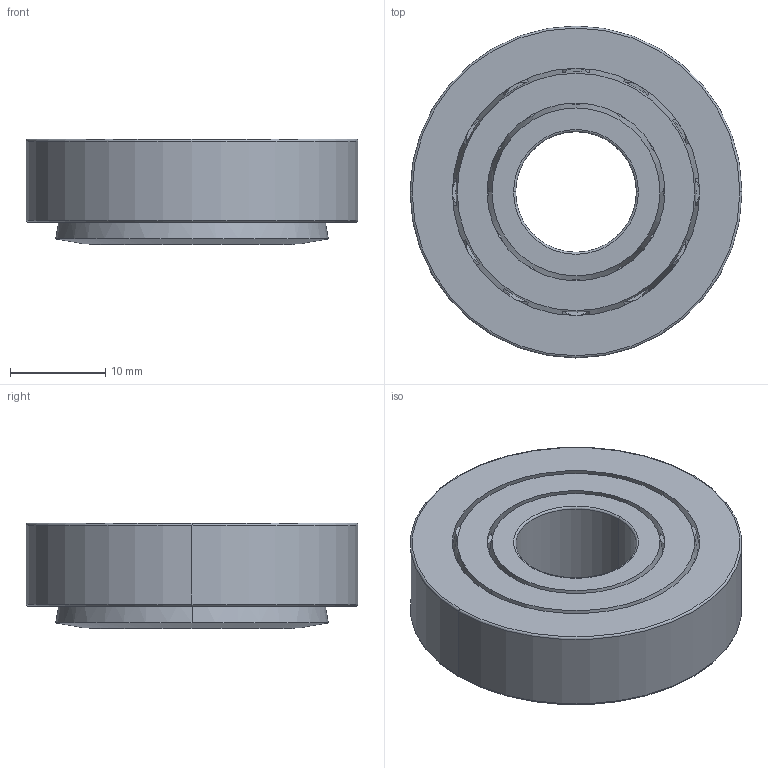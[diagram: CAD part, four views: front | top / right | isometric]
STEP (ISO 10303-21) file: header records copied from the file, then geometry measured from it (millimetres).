
FILE_DESCRIPTION (( 'STEP AP203' ), '1' );
FILE_NAME ('23915T84.step', '2017-06-13T20:27:50', ( '' ), ( '' ), 'SwSTEP 2.0', 'SolidWorks 2014', '' );
FILE_SCHEMA (( 'CONFIG_CONTROL_DESIGN' ));
Length unit declared in the file: inch
Products named in the file (1): 23915T84
Bounding box: 34.92 x 34.92 x 11.11 mm (x, y, z)
Volume: 7653.1 mm3; surface area: 7835.5 mm2
Topology: 15 solids, 15 shells, 123 faces, 282 edges, 184 vertices
Faces by surface type: plane 53, cylinder 52, cone 10, torus 8
Entity records: 3819 total; most frequent: CARTESIAN_POINT 1046, ORIENTED_EDGE 564, DIRECTION 562, EDGE_CURVE 282, AXIS2_PLACEMENT_3D 260, VERTEX_POINT 184, EDGE_LOOP 148, CIRCLE 136
